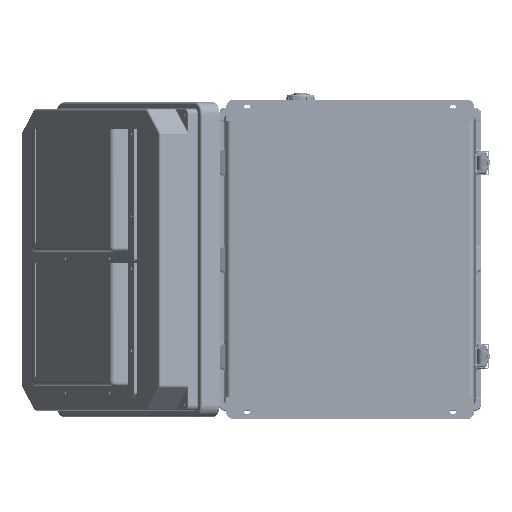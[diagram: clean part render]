
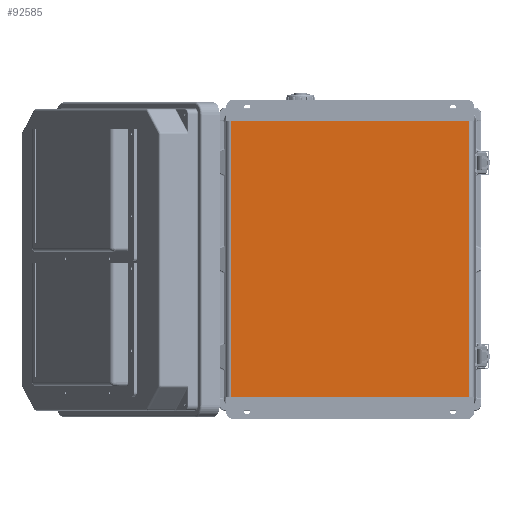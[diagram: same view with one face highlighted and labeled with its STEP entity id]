
A CAD part, front view. The second image highlights one B-rep face of the part: STEP entity #92585.
In plain terms, the highlighted planar face has unit normal (0, -1, 0).
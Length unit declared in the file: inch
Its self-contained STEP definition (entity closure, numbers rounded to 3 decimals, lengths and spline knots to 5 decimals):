
#359 = CARTESIAN_POINT ( 'NONE',  ( 6.11811, 0.05906, -14.4685 ) ) ;
#5192 = CARTESIAN_POINT ( 'NONE',  ( -5.78771, 0.05906, -1.04331 ) ) ;
#8283 = LINE ( 'NONE', #5192, #95378 ) ;
#10284 = LINE ( 'NONE', #27805, #90460 ) ;
#10827 = DIRECTION ( 'NONE',  ( 0., 0., 1. ) ) ;
#13955 = FACE_OUTER_BOUND ( 'NONE', #68386, .T. ) ;
#15109 = AXIS2_PLACEMENT_3D ( 'NONE', #17939, #127801, #73671 ) ;
#17939 = CARTESIAN_POINT ( 'NONE',  ( 6.11811, 0.05906, -1.04331 ) ) ;
#24660 = ORIENTED_EDGE ( 'NONE', *, *, #31623, .T. ) ;
#27805 = CARTESIAN_POINT ( 'NONE',  ( 6.11811, 0.05906, -1.04331 ) ) ;
#31623 = EDGE_CURVE ( 'NONE', #107081, #125477, #124329, .T. ) ;
#34794 = LINE ( 'NONE', #359, #84566 ) ;
#34888 = ORIENTED_EDGE ( 'NONE', *, *, #115857, .F. ) ;
#35088 = VERTEX_POINT ( 'NONE', #80908 ) ;
#43379 = CARTESIAN_POINT ( 'NONE',  ( 5.78771, 0.05906, -1.04331 ) ) ;
#43842 = DIRECTION ( 'NONE',  ( -1., 0., 0. ) ) ;
#49137 = VERTEX_POINT ( 'NONE', #131579 ) ;
#51871 = PLANE ( 'NONE',  #15109 ) ;
#52272 = CARTESIAN_POINT ( 'NONE',  ( 5.78771, 0.05906, -1.04331 ) ) ;
#53357 = EDGE_CURVE ( 'NONE', #107081, #35088, #34794, .T. ) ;
#66986 = CARTESIAN_POINT ( 'NONE',  ( 5.78771, 0.05906, -14.4685 ) ) ;
#68386 = EDGE_LOOP ( 'NONE', ( #34888, #91014, #24660, #118901 ) ) ;
#70934 = DIRECTION ( 'NONE',  ( 0., 0., 1. ) ) ;
#71156 = DIRECTION ( 'NONE',  ( -1., 0., 0. ) ) ;
#73671 = DIRECTION ( 'NONE',  ( 0., 0., 1. ) ) ;
#80908 = CARTESIAN_POINT ( 'NONE',  ( -5.78771, 0.05906, -14.4685 ) ) ;
#84566 = VECTOR ( 'NONE', #43842, 39.37008 ) ;
#90460 = VECTOR ( 'NONE', #71156, 39.37008 ) ;
#91014 = ORIENTED_EDGE ( 'NONE', *, *, #53357, .F. ) ;
#92585 = ADVANCED_FACE ( 'NONE', ( #13955 ), #51871, .F. ) ;
#95378 = VECTOR ( 'NONE', #70934, 39.37008 ) ;
#107081 = VERTEX_POINT ( 'NONE', #66986 ) ;
#115857 = EDGE_CURVE ( 'NONE', #35088, #49137, #8283, .T. ) ;
#118901 = ORIENTED_EDGE ( 'NONE', *, *, #132103, .T. ) ;
#123993 = VECTOR ( 'NONE', #10827, 39.37008 ) ;
#124329 = LINE ( 'NONE', #43379, #123993 ) ;
#125477 = VERTEX_POINT ( 'NONE', #52272 ) ;
#127801 = DIRECTION ( 'NONE',  ( 0., 1., 0. ) ) ;
#131579 = CARTESIAN_POINT ( 'NONE',  ( -5.78771, 0.05906, -1.04331 ) ) ;
#132103 = EDGE_CURVE ( 'NONE', #125477, #49137, #10284, .T. ) ;
